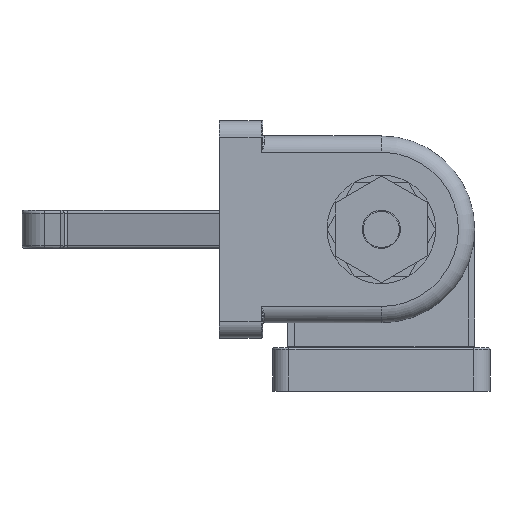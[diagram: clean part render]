
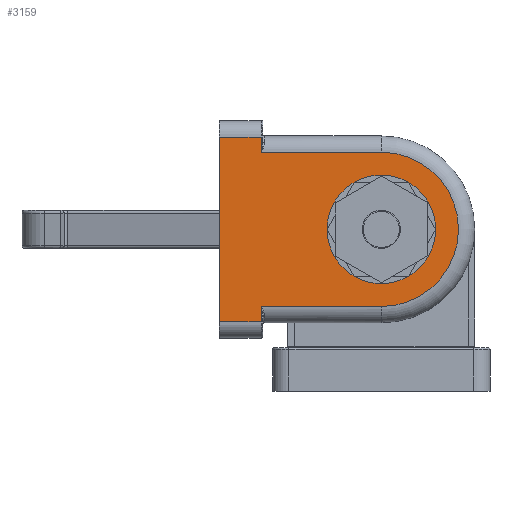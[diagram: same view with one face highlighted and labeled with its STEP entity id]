
A CAD part, left-side view. The second image highlights one B-rep face of the part: STEP entity #3159.
In plain terms, the highlighted face is planar.
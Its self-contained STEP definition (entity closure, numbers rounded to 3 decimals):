
#203=FACE_BOUND('',#665,.T.);
#273=CIRCLE('',#3575,14.2);
#275=CIRCLE('',#3579,10.);
#276=CIRCLE('',#3580,10.);
#464=FACE_OUTER_BOUND('',#664,.T.);
#664=EDGE_LOOP('',(#2593,#2594,#2595,#2596,#2597,#2598,#2599,#2600));
#665=EDGE_LOOP('',(#2601,#2602));
#795=LINE('',#4997,#1071);
#801=LINE('',#5012,#1077);
#803=LINE('',#5019,#1079);
#810=LINE('',#5063,#1086);
#931=LINE('',#5323,#1207);
#935=LINE('',#5333,#1211);
#939=LINE('',#5347,#1215);
#1071=VECTOR('',#3919,22.1);
#1077=VECTOR('',#3935,22.1);
#1079=VECTOR('',#3943,2.8);
#1086=VECTOR('',#3996,2.8);
#1207=VECTOR('',#4225,7.7);
#1211=VECTOR('',#4235,34.);
#1215=VECTOR('',#4249,7.7);
#1349=VERTEX_POINT('',#4878);
#1356=VERTEX_POINT('',#4952);
#1358=VERTEX_POINT('',#4995);
#1362=VERTEX_POINT('',#5011);
#1364=VERTEX_POINT('',#5017);
#1378=VERTEX_POINT('',#5058);
#1463=VERTEX_POINT('',#5322);
#1466=VERTEX_POINT('',#5332);
#1472=VERTEX_POINT('',#5365);
#1473=VERTEX_POINT('',#5367);
#1671=EDGE_CURVE('',#1356,#1358,#795,.T.);
#1678=EDGE_CURVE('',#1362,#1349,#801,.T.);
#1682=EDGE_CURVE('',#1364,#1349,#803,.T.);
#1704=EDGE_CURVE('',#1356,#1378,#810,.T.);
#1832=EDGE_CURVE('',#1378,#1463,#931,.T.);
#1837=EDGE_CURVE('',#1466,#1463,#935,.T.);
#1845=EDGE_CURVE('',#1466,#1364,#939,.T.);
#1852=EDGE_CURVE('',#1362,#1358,#273,.T.);
#1855=EDGE_CURVE('',#1473,#1472,#275,.T.);
#1856=EDGE_CURVE('',#1472,#1473,#276,.T.);
#2593=ORIENTED_EDGE('',*,*,#1671,.T.);
#2594=ORIENTED_EDGE('',*,*,#1852,.F.);
#2595=ORIENTED_EDGE('',*,*,#1678,.T.);
#2596=ORIENTED_EDGE('',*,*,#1682,.F.);
#2597=ORIENTED_EDGE('',*,*,#1845,.F.);
#2598=ORIENTED_EDGE('',*,*,#1837,.T.);
#2599=ORIENTED_EDGE('',*,*,#1832,.F.);
#2600=ORIENTED_EDGE('',*,*,#1704,.F.);
#2601=ORIENTED_EDGE('',*,*,#1855,.T.);
#2602=ORIENTED_EDGE('',*,*,#1856,.T.);
#3015=PLANE('',#3592);
#3159=ADVANCED_FACE('',(#464,#203),#3015,.T.);
#3575=AXIS2_PLACEMENT_3D('',#5361,#4271,#4272);
#3579=AXIS2_PLACEMENT_3D('',#5368,#4280,#4281);
#3580=AXIS2_PLACEMENT_3D('',#5369,#4282,#4283);
#3592=AXIS2_PLACEMENT_3D('',#5401,#4319,#4320);
#3919=DIRECTION('',(0.,0.,1.));
#3935=DIRECTION('',(0.,0.,-1.));
#3943=DIRECTION('',(0.,1.,0.));
#3996=DIRECTION('',(0.,1.,0.));
#4225=DIRECTION('',(0.,0.,-1.));
#4235=DIRECTION('',(0.,1.,0.));
#4249=DIRECTION('',(0.,0.,1.));
#4271=DIRECTION('center_axis',(-1.,0.,0.));
#4272=DIRECTION('ref_axis',(0.,0.,
1.));
#4280=DIRECTION('center_axis',(-1.,0.,0.));
#4281=DIRECTION('ref_axis',(0.,1.,0.));
#4282=DIRECTION('center_axis',(-1.,0.,0.));
#4283=DIRECTION('ref_axis',(0.,1.,0.));
#4319=DIRECTION('center_axis',(1.,0.,0.));
#4320=DIRECTION('ref_axis',(0.,0.,-1.));
#4878=CARTESIAN_POINT('',(20.,-14.2,7.7));
#4952=CARTESIAN_POINT('',(20.,14.2,7.7));
#4995=CARTESIAN_POINT('',(20.,14.2,29.8));
#4997=CARTESIAN_POINT('',(20.,14.2,4.));
#5011=CARTESIAN_POINT('',(20.,-14.2,29.8));
#5012=CARTESIAN_POINT('',(20.,-14.2,14.9));
#5017=CARTESIAN_POINT('',(20.,-17.,7.7));
#5019=CARTESIAN_POINT('',(20.,10.,7.7));
#5058=CARTESIAN_POINT('',(20.,17.,7.7));
#5063=CARTESIAN_POINT('',(20.,10.,7.7));
#5322=CARTESIAN_POINT('',(20.,17.,0.));
#5323=CARTESIAN_POINT('',(20.,17.,0.));
#5332=CARTESIAN_POINT('',(20.,-17.,0.));
#5333=CARTESIAN_POINT('',(20.,-20.,0.));
#5347=CARTESIAN_POINT('',(20.,-17.,0.));
#5361=CARTESIAN_POINT('Origin',(20.,0.,29.8));
#5365=CARTESIAN_POINT('',(20.,-10.,29.8));
#5367=CARTESIAN_POINT('',(20.,10.,29.8));
#5368=CARTESIAN_POINT('Origin',(20.,0.,29.8));
#5369=CARTESIAN_POINT('Origin',(20.,0.,29.8));
#5401=CARTESIAN_POINT('Origin',(20.,20.,0.));
